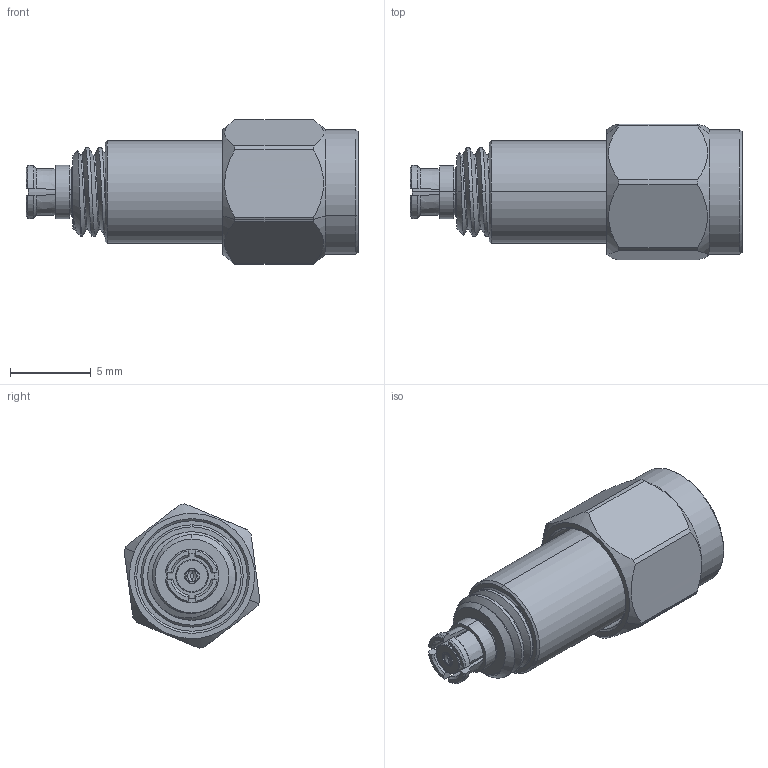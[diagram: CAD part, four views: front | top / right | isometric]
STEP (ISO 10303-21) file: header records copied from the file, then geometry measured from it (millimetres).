
FILE_DESCRIPTION (( 'STEP AP214' ), '1' );
FILE_NAME ('SM8856_3D.step', '2023-08-04T21:27:31', ( '' ), ( '' ), 'SwSTEP 2.0', 'SolidWorks 2022', '' );
FILE_SCHEMA (( 'AUTOMOTIVE_DESIGN' ));
Length unit declared in the file: inch
Products named in the file (1): SM8856_3D
Bounding box: 20.6 x 8.42 x 8.95 mm (x, y, z)
Volume: 589.8 mm3; surface area: 928.2 mm2
Topology: 1 solids, 3 shells, 180 faces, 494 edges, 331 vertices
Faces by surface type: cylinder 67, plane 43, cone 39, bspline 31
Entity records: 9351 total; most frequent: CARTESIAN_POINT 5212, ORIENTED_EDGE 988, DIRECTION 722, EDGE_CURVE 494, VERTEX_POINT 331, AXIS2_PLACEMENT_3D 296, EDGE_LOOP 197, FACE_OUTER_BOUND 180
